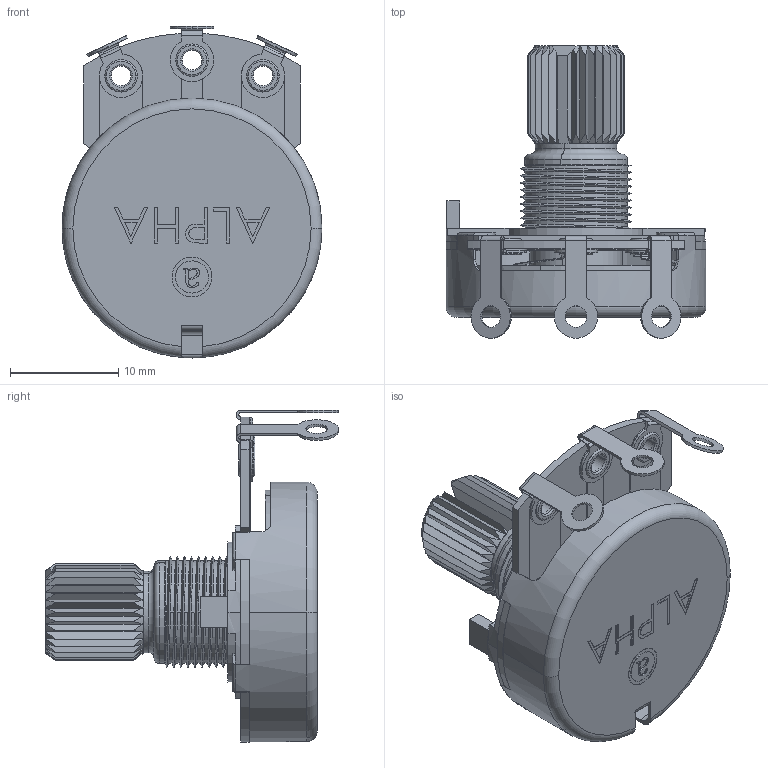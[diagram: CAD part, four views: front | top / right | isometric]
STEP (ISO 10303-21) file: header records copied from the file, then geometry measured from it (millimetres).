
FILE_DESCRIPTION (( 'STEP AP214' ), '1' );
FILE_NAME ('User Library-Pot-4.STEP', '2019-02-26T06:35:08', ( '' ), ( '' ), 'SwSTEP 2.0', 'SolidWorks 2019', '' );
FILE_SCHEMA (( 'AUTOMOTIVE_DESIGN' ));
Length unit declared in the file: millimetre
Products named in the file (9): User Library-Pot-4_monting base_D‚faut; User Library-Pot-4_Contac Plate_D‚faut; User Library-Pot-4_Shaf_D‚faut; User Library-Pot-4_Wafer_D‚faut; User Library-Pot-4_Sleve_D‚faut; User Library-Pot-4_supp plate_D‚faut; User Library-Pot-4; User Library-Pot-4_pin_D‚faut; User Library-Pot-4_Cap_D‚faut
Assembly tree (12 placements, depth 2):
  User Library-Pot-4
    User Library-Pot-4_Wafer_D‚faut
    User Library-Pot-4_monting base_D‚faut
    User Library-Pot-4_pin_D‚faut  x3
    User Library-Pot-4_Sleve_D‚faut  x3
    User Library-Pot-4_Contac Plate_D‚faut
    User Library-Pot-4_supp plate_D‚faut
    User Library-Pot-4_Shaf_D‚faut
    User Library-Pot-4_Cap_D‚faut
Bounding box: 24 x 27.03 x 30.65 mm (x, y, z)
Volume: 2595.9 mm3; surface area: 7075.5 mm2
Topology: 12 solids, 12 shells, 771 faces, 1952 edges, 1235 vertices
Faces by surface type: plane 347, cylinder 218, bspline 106, cone 60, torus 40
Entity records: 29253 total; most frequent: CARTESIAN_POINT 10395, ORIENTED_EDGE 3504, DIRECTION 2968, EDGE_CURVE 1752, VERTEX_POINT 1107, AXIS2_PLACEMENT_3D 1044, LINE 880, VECTOR 880
